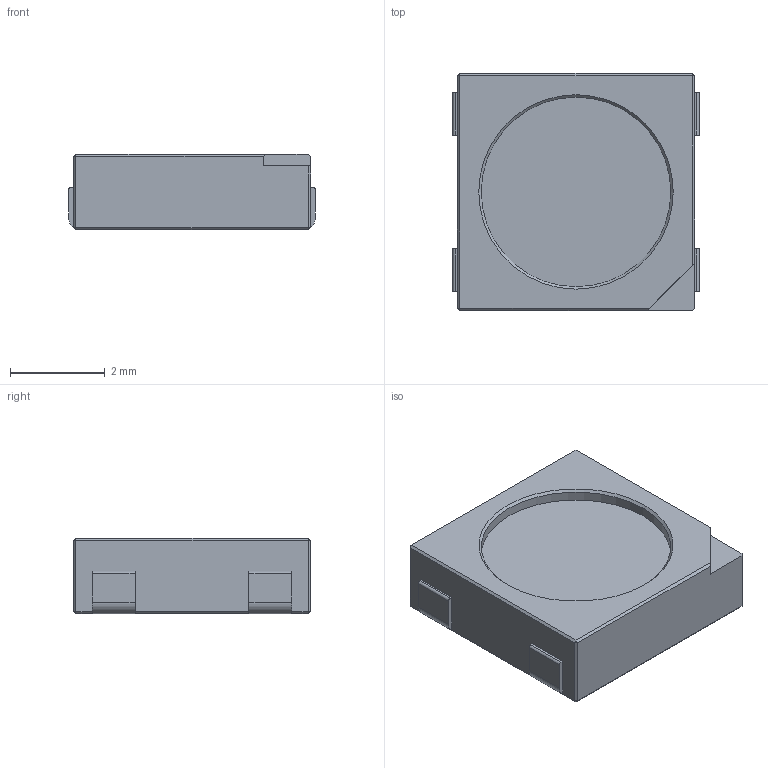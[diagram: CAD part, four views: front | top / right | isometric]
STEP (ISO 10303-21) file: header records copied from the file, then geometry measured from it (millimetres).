
FILE_DESCRIPTION(('FreeCAD Model'),'2;1');
FILE_NAME('body.step', '2019-05-22T00:09:19',('kicad StepUp'),('ksu MCAD'), 'Open CASCADE STEP processor 7.3','FreeCAD','Unknown');
FILE_SCHEMA(('AUTOMOTIVE_DESIGN { 1 0 10303 214 1 1 1 1 }'));
Length unit declared in the file: millimetre
Products named in the file (1): body
Bounding box: 5.2 x 5 x 1.6 mm (x, y, z)
Volume: 36.9 mm3; surface area: 84.3 mm2
Topology: 1 solids, 1 shells, 70 faces, 163 edges, 96 vertices
Faces by surface type: plane 60, cylinder 9, cone 1
Full cylindrical faces by diameter (mm): 4 x1
Entity records: 1951 total; most frequent: DIRECTION 332, CARTESIAN_POINT 330, ORIENTED_EDGE 326, EDGE_CURVE 163, LINE 136, VECTOR 136, AXIS2_PLACEMENT_3D 98, VERTEX_POINT 96
